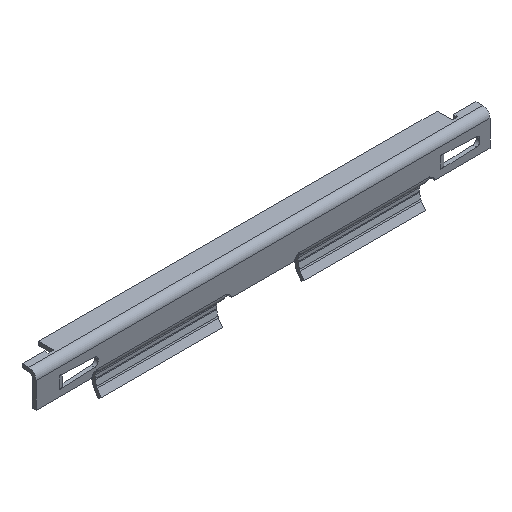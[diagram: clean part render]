
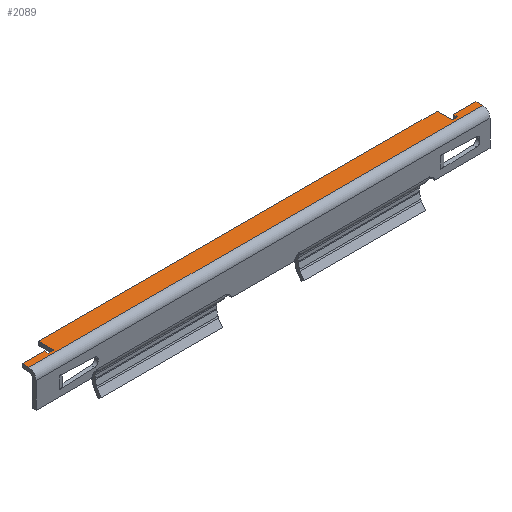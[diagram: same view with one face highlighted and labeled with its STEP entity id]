
A CAD part, isometric view. The second image highlights one B-rep face of the part: STEP entity #2089.
In plain terms, the highlighted planar face has unit normal (0, 0, 1).
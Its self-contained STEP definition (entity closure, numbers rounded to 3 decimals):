
#120 = LINE ( 'NONE', #4186, #5085 ) ;
#127 = VECTOR ( 'NONE', #800, 1000. ) ;
#148 = LINE ( 'NONE', #607, #927 ) ;
#273 = DIRECTION ( 'NONE',  ( 0., -1., 0. ) ) ;
#287 = EDGE_CURVE ( 'NONE', #685, #747, #1018, .T. ) ;
#468 = EDGE_CURVE ( 'NONE', #1295, #782, #148, .T. ) ;
#524 = CARTESIAN_POINT ( 'NONE',  ( 122.5, 7.6, 0. ) ) ;
#526 = VECTOR ( 'NONE', #3206, 1000. ) ;
#591 = DIRECTION ( 'NONE',  ( 0., 1., 0. ) ) ;
#607 = CARTESIAN_POINT ( 'NONE',  ( 110.5, 7.6, 0. ) ) ;
#615 = ORIENTED_EDGE ( 'NONE', *, *, #3794, .F. ) ;
#685 = VERTEX_POINT ( 'NONE', #4624 ) ;
#702 = VERTEX_POINT ( 'NONE', #4513 ) ;
#706 = DIRECTION ( 'NONE',  ( -1., 0., 0. ) ) ;
#711 = DIRECTION ( 'NONE',  ( 0., 0., -1. ) ) ;
#714 = PLANE ( 'NONE',  #2073 ) ;
#730 = CARTESIAN_POINT ( 'NONE',  ( -122.5, 7.6, 0. ) ) ;
#737 = CARTESIAN_POINT ( 'NONE',  ( 122.5, 0., 0. ) ) ;
#741 = VERTEX_POINT ( 'NONE', #4276 ) ;
#747 = VERTEX_POINT ( 'NONE', #4165 ) ;
#764 = VERTEX_POINT ( 'NONE', #4192 ) ;
#782 = VERTEX_POINT ( 'NONE', #4149 ) ;
#800 = DIRECTION ( 'NONE',  ( 0., -1., 0. ) ) ;
#840 = LINE ( 'NONE', #4941, #4219 ) ;
#927 = VECTOR ( 'NONE', #591, 1000. ) ;
#1018 = LINE ( 'NONE', #1208, #4555 ) ;
#1061 = ORIENTED_EDGE ( 'NONE', *, *, #3845, .T. ) ;
#1114 = VERTEX_POINT ( 'NONE', #3151 ) ;
#1137 = VERTEX_POINT ( 'NONE', #3026 ) ;
#1146 = ORIENTED_EDGE ( 'NONE', *, *, #3837, .T. ) ;
#1208 = CARTESIAN_POINT ( 'NONE',  ( 122.5, 13.6, 0. ) ) ;
#1222 = VERTEX_POINT ( 'NONE', #2726 ) ;
#1255 = DIRECTION ( 'NONE',  ( -1., 0., 0. ) ) ;
#1290 = ORIENTED_EDGE ( 'NONE', *, *, #3805, .F. ) ;
#1291 = VERTEX_POINT ( 'NONE', #2444 ) ;
#1295 = VERTEX_POINT ( 'NONE', #2437 ) ;
#1322 = VERTEX_POINT ( 'NONE', #2293 ) ;
#1545 = DIRECTION ( 'NONE',  ( 0., -1., 0. ) ) ;
#1604 = LINE ( 'NONE', #1868, #2705 ) ;
#1771 = ORIENTED_EDGE ( 'NONE', *, *, #3291, .F. ) ;
#1793 = EDGE_LOOP ( 'NONE', ( #1771, #615, #4036, #1290, #5109, #3437, #3049, #2612, #3939, #1146, #1061, #4795 ) ) ;
#1816 = LINE ( 'NONE', #4934, #1899 ) ;
#1868 = CARTESIAN_POINT ( 'NONE',  ( 122.5, 4., 0. ) ) ;
#1899 = VECTOR ( 'NONE', #273, 1000. ) ;
#2073 = AXIS2_PLACEMENT_3D ( 'NONE', #737, #711, #706 ) ;
#2089 = ADVANCED_FACE ( 'NONE', ( #3248 ), #714, .F. ) ;
#2231 = LINE ( 'NONE', #3243, #4049 ) ;
#2293 = CARTESIAN_POINT ( 'NONE',  ( -122.5, 4., 0. ) ) ;
#2393 = VECTOR ( 'NONE', #2473, 1000. ) ;
#2437 = CARTESIAN_POINT ( 'NONE',  ( 110.5, 5.5, 0. ) ) ;
#2444 = CARTESIAN_POINT ( 'NONE',  ( -122.5, 7.6, 0. ) ) ;
#2473 = DIRECTION ( 'NONE',  ( 1., 0., 0. ) ) ;
#2509 = LINE ( 'NONE', #4039, #526 ) ;
#2612 = ORIENTED_EDGE ( 'NONE', *, *, #3821, .T. ) ;
#2705 = VECTOR ( 'NONE', #2967, 1000. ) ;
#2726 = CARTESIAN_POINT ( 'NONE',  ( -110.5, 7.6, 0. ) ) ;
#2841 = DIRECTION ( 'NONE',  ( 1., 0., 0. ) ) ;
#2876 = VECTOR ( 'NONE', #4639, 1000. ) ;
#2903 = DIRECTION ( 'NONE',  ( 0., -1., 0. ) ) ;
#2910 = CARTESIAN_POINT ( 'NONE',  ( -110.5, 7.6, 0. ) ) ;
#2967 = DIRECTION ( 'NONE',  ( -1., 0., 0. ) ) ;
#3026 = CARTESIAN_POINT ( 'NONE',  ( -110.5, 5.5, 0. ) ) ;
#3049 = ORIENTED_EDGE ( 'NONE', *, *, #3807, .T. ) ;
#3151 = CARTESIAN_POINT ( 'NONE',  ( 122.5, 7.6, 0. ) ) ;
#3206 = DIRECTION ( 'NONE',  ( -1., 0., 0. ) ) ;
#3243 = CARTESIAN_POINT ( 'NONE',  ( 122.5, 0., 0. ) ) ;
#3248 = FACE_OUTER_BOUND ( 'NONE', #1793, .T. ) ;
#3291 = EDGE_CURVE ( 'NONE', #1114, #764, #2231, .T. ) ;
#3437 = ORIENTED_EDGE ( 'NONE', *, *, #287, .T. ) ;
#3704 = DIRECTION ( 'NONE',  ( -1., 0., 0. ) ) ;
#3794 = EDGE_CURVE ( 'NONE', #782, #1114, #4005, .T. ) ;
#3805 = EDGE_CURVE ( 'NONE', #702, #1295, #120, .T. ) ;
#3806 = EDGE_CURVE ( 'NONE', #685, #702, #4182, .T. ) ;
#3807 = EDGE_CURVE ( 'NONE', #747, #741, #1816, .T. ) ;
#3821 = EDGE_CURVE ( 'NONE', #741, #1137, #2509, .T. ) ;
#3827 = VECTOR ( 'NONE', #3704, 1000. ) ;
#3836 = EDGE_CURVE ( 'NONE', #1137, #1222, #5018, .T. ) ;
#3837 = EDGE_CURVE ( 'NONE', #1222, #1291, #4000, .T. ) ;
#3845 = EDGE_CURVE ( 'NONE', #1291, #1322, #840, .T. ) ;
#3863 = EDGE_CURVE ( 'NONE', #764, #1322, #1604, .T. ) ;
#3939 = ORIENTED_EDGE ( 'NONE', *, *, #3836, .T. ) ;
#4000 = LINE ( 'NONE', #730, #3827 ) ;
#4005 = LINE ( 'NONE', #524, #2393 ) ;
#4036 = ORIENTED_EDGE ( 'NONE', *, *, #468, .F. ) ;
#4039 = CARTESIAN_POINT ( 'NONE',  ( -110.5, 5.5, 0. ) ) ;
#4049 = VECTOR ( 'NONE', #2903, 1000. ) ;
#4149 = CARTESIAN_POINT ( 'NONE',  ( 110.5, 7.6, 0. ) ) ;
#4165 = CARTESIAN_POINT ( 'NONE',  ( -107.5, 13.6, 0. ) ) ;
#4182 = LINE ( 'NONE', #4251, #127 ) ;
#4186 = CARTESIAN_POINT ( 'NONE',  ( 110.5, 5.5, 0. ) ) ;
#4192 = CARTESIAN_POINT ( 'NONE',  ( 122.5, 4., 0. ) ) ;
#4219 = VECTOR ( 'NONE', #1545, 1000. ) ;
#4251 = CARTESIAN_POINT ( 'NONE',  ( 107.5, 13.6, 0. ) ) ;
#4276 = CARTESIAN_POINT ( 'NONE',  ( -107.5, 5.5, 0. ) ) ;
#4513 = CARTESIAN_POINT ( 'NONE',  ( 107.5, 5.5, 0. ) ) ;
#4555 = VECTOR ( 'NONE', #1255, 1000. ) ;
#4624 = CARTESIAN_POINT ( 'NONE',  ( 107.5, 13.6, 0. ) ) ;
#4639 = DIRECTION ( 'NONE',  ( 0., 1., 0. ) ) ;
#4795 = ORIENTED_EDGE ( 'NONE', *, *, #3863, .F. ) ;
#4934 = CARTESIAN_POINT ( 'NONE',  ( -107.5, 13.6, 0. ) ) ;
#4941 = CARTESIAN_POINT ( 'NONE',  ( -122.5, 0., 0. ) ) ;
#5018 = LINE ( 'NONE', #2910, #2876 ) ;
#5085 = VECTOR ( 'NONE', #2841, 1000. ) ;
#5109 = ORIENTED_EDGE ( 'NONE', *, *, #3806, .F. ) ;
